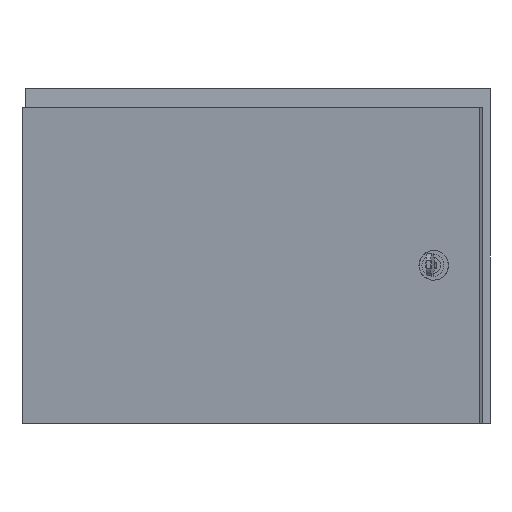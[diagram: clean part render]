
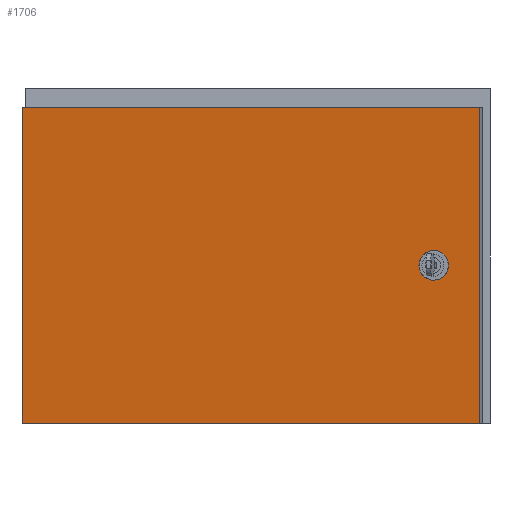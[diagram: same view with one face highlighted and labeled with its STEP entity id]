
A CAD part, front view. The second image highlights one B-rep face of the part: STEP entity #1706.
In plain terms, the highlighted planar face has unit normal (-0.174, -0.985, 0).
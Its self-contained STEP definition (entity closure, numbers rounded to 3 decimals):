
#53=FACE_BOUND('',#277,.T.);
#85=PLANE('',#1854);
#163=FACE_OUTER_BOUND('',#276,.T.);
#276=EDGE_LOOP('',(#1340,#1341,#1342,#1343));
#277=EDGE_LOOP('',(#1344));
#399=LINE('',#2632,#575);
#400=LINE('',#2634,#576);
#401=LINE('',#2636,#577);
#402=LINE('',#2637,#578);
#575=VECTOR('',#2146,1.);
#576=VECTOR('',#2147,1.);
#577=VECTOR('',#2148,1.);
#578=VECTOR('',#2149,1.);
#727=CIRCLE('',#1855,16.);
#818=VERTEX_POINT('',#2630);
#819=VERTEX_POINT('',#2631);
#820=VERTEX_POINT('',#2633);
#821=VERTEX_POINT('',#2635);
#822=VERTEX_POINT('',#2638);
#1003=EDGE_CURVE('',#818,#819,#399,.T.);
#1004=EDGE_CURVE('',#820,#818,#400,.T.);
#1005=EDGE_CURVE('',#821,#820,#401,.T.);
#1006=EDGE_CURVE('',#819,#821,#402,.T.);
#1007=EDGE_CURVE('',#822,#822,#727,.T.);
#1340=ORIENTED_EDGE('',*,*,#1003,.F.);
#1341=ORIENTED_EDGE('',*,*,#1004,.F.);
#1342=ORIENTED_EDGE('',*,*,#1005,.F.);
#1343=ORIENTED_EDGE('',*,*,#1006,.F.);
#1344=ORIENTED_EDGE('',*,*,#1007,.F.);
#1706=ADVANCED_FACE('',(#163,#53),#85,.F.);
#1854=AXIS2_PLACEMENT_3D('',#2629,#2144,#2145);
#1855=AXIS2_PLACEMENT_3D('',#2639,#2150,#2151);
#2144=DIRECTION('center_axis',(0.174,0.985,0.));
#2145=DIRECTION('ref_axis',(0.,0.,1.));
#2146=DIRECTION('',(0.,0.,1.));
#2147=DIRECTION('',(-0.985,0.174,0.));
#2148=DIRECTION('',(0.,0.,-1.));
#2149=DIRECTION('',(0.985,-0.174,0.));
#2150=DIRECTION('center_axis',(-0.174,-0.985,0.));
#2151=DIRECTION('ref_axis',(0.036,-0.006,-0.999));
#2629=CARTESIAN_POINT('Origin',(238.931,-396.52,538.));
#2630=CARTESIAN_POINT('',(-253.473,-309.696,-2.));
#2631=CARTESIAN_POINT('',(-253.473,-309.696,338.));
#2632=CARTESIAN_POINT('',(-253.473,-309.696,538.));
#2633=CARTESIAN_POINT('',(238.931,-396.52,-2.));
#2634=CARTESIAN_POINT('',(238.931,-396.52,-2.));
#2635=CARTESIAN_POINT('',(238.931,-396.52,338.));
#2636=CARTESIAN_POINT('',(238.931,-396.52,538.));
#2637=CARTESIAN_POINT('',(238.931,-396.52,338.));
#2638=CARTESIAN_POINT('',(189.115,-387.736,183.989));
#2639=CARTESIAN_POINT('Origin',(189.691,-387.838,168.));
